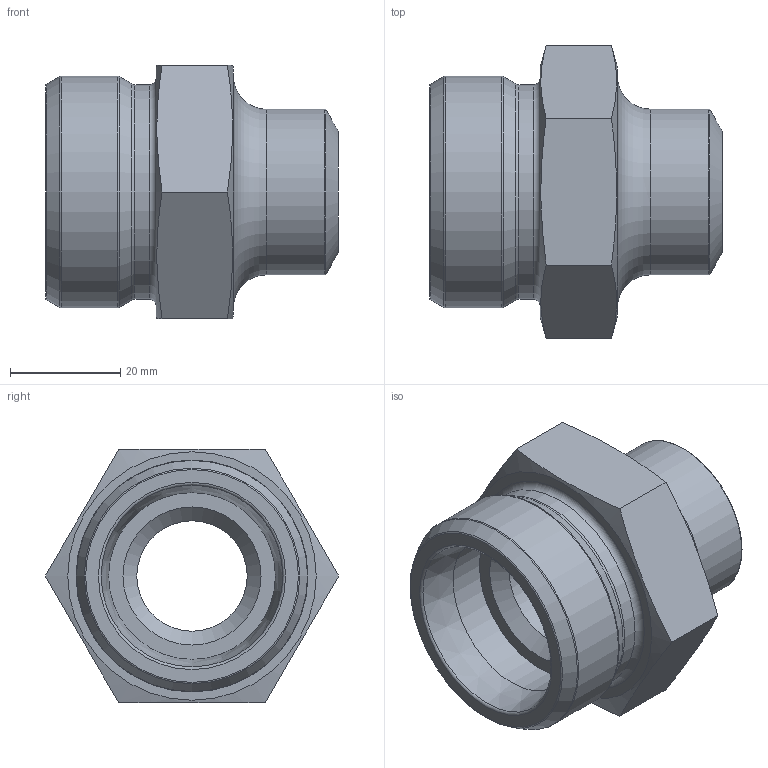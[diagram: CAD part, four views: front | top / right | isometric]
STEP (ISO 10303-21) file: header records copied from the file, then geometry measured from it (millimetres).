
FILE_DESCRIPTION(/* description */ (''),/* implementation_level */ '2;1');
FILE_NAME(/* name */ 'X-GAV305.stp',/* time_stamp */ '2025-01-17T11:17:12+01:00',/* author */ (''),/* organization */ (''),/* preprocessor_version */ 'ST-DEVELOPER v16',/* originating_system */ 'SIEMENS PLM Software NX 10.0',/* authorisation */ '');
FILE_SCHEMA (('CONFIG_CONTROL_DESIGN'));
Length unit declared in the file: millimetre
Products named in the file (1): X-GAV305
Bounding box: 53 x 53.12 x 46 mm (x, y, z)
Volume: 42927.5 mm3; surface area: 12697.5 mm2
Topology: 1 solids, 1 shells, 32 faces, 70 edges, 43 vertices
Faces by surface type: plane 11, cone 8, torus 8, cylinder 5
Full cylindrical faces by diameter (mm): 20 x1, 30 x1, 30.22 x1, 38.9 x1, 42 x1
Entity records: 828 total; most frequent: CARTESIAN_POINT 165, DIRECTION 122, ORIENTED_EDGE 86, EDGE_LOOP 58, AXIS2_PLACEMENT_3D 58, FACE_BOUND 52, EDGE_CURVE 43, VERTEX_POINT 37
